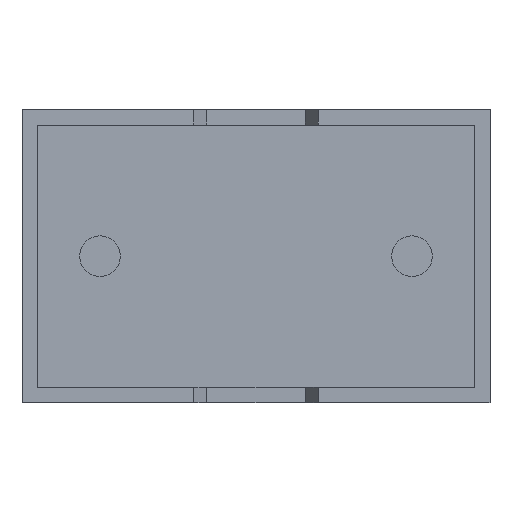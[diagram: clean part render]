
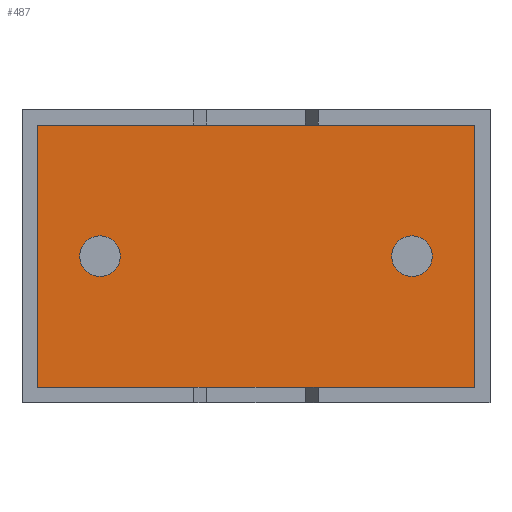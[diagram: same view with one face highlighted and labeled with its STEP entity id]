
A CAD part, front view. The second image highlights one B-rep face of the part: STEP entity #487.
In plain terms, the highlighted planar face has unit normal (0, -1, 0).
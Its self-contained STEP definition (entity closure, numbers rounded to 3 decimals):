
#150 = CIRCLE ( 'NONE', #2886, 0.325 ) ;
#179 = DIRECTION ( 'NONE',  ( 0., 0., -1. ) ) ;
#220 = VERTEX_POINT ( 'NONE', #1337 ) ;
#236 = VERTEX_POINT ( 'NONE', #2555 ) ;
#248 = PLANE ( 'NONE',  #826 ) ;
#304 = EDGE_CURVE ( 'NONE', #220, #2768, #2385, .T. ) ;
#324 = ORIENTED_EDGE ( 'NONE', *, *, #2127, .F. ) ;
#341 = EDGE_CURVE ( 'NONE', #1199, #521, #1754, .T. ) ;
#446 = CARTESIAN_POINT ( 'NONE',  ( 1.25, 0.75, 2.675 ) ) ;
#463 = ORIENTED_EDGE ( 'NONE', *, *, #1934, .T. ) ;
#487 = ADVANCED_FACE ( 'NONE', ( #2905, #1859, #1221 ), #248, .T. ) ;
#514 = CARTESIAN_POINT ( 'NONE',  ( 7.25, 0.75, 0.25 ) ) ;
#521 = VERTEX_POINT ( 'NONE', #1426 ) ;
#559 = EDGE_CURVE ( 'NONE', #2768, #2531, #609, .T. ) ;
#609 = LINE ( 'NONE', #1022, #1518 ) ;
#614 = DIRECTION ( 'NONE',  ( -1., 0., 0. ) ) ;
#730 = DIRECTION ( 'NONE',  ( 0., -1., 0. ) ) ;
#797 = ORIENTED_EDGE ( 'NONE', *, *, #3032, .F. ) ;
#803 = ORIENTED_EDGE ( 'NONE', *, *, #559, .T. ) ;
#813 = LINE ( 'NONE', #514, #1770 ) ;
#826 = AXIS2_PLACEMENT_3D ( 'NONE', #2858, #730, #1209 ) ;
#840 = CARTESIAN_POINT ( 'NONE',  ( 7.25, 0.75, 4.45 ) ) ;
#911 = CARTESIAN_POINT ( 'NONE',  ( 1.25, 0.75, 2.35 ) ) ;
#915 = DIRECTION ( 'NONE',  ( 1., 0., 0. ) ) ;
#956 = LINE ( 'NONE', #2834, #2543 ) ;
#1022 = CARTESIAN_POINT ( 'NONE',  ( 0.25, 0.75, 4.45 ) ) ;
#1055 = DIRECTION ( 'NONE',  ( 0., 0., -1. ) ) ;
#1100 = CARTESIAN_POINT ( 'NONE',  ( 0.25, 0.75, 4.45 ) ) ;
#1162 = CARTESIAN_POINT ( 'NONE',  ( 6.25, 0.75, 2.35 ) ) ;
#1189 = CARTESIAN_POINT ( 'NONE',  ( 6.25, 0.75, 2.35 ) ) ;
#1199 = VERTEX_POINT ( 'NONE', #1467 ) ;
#1209 = DIRECTION ( 'NONE',  ( 0., 0., -1. ) ) ;
#1221 = FACE_BOUND ( 'NONE', #2480, .T. ) ;
#1288 = ORIENTED_EDGE ( 'NONE', *, *, #2299, .F. ) ;
#1291 = EDGE_CURVE ( 'NONE', #2294, #220, #813, .T. ) ;
#1337 = CARTESIAN_POINT ( 'NONE',  ( 7.25, 0.75, 4.45 ) ) ;
#1377 = DIRECTION ( 'NONE',  ( 0., -1., 0. ) ) ;
#1406 = DIRECTION ( 'NONE',  ( 0., 0., -1. ) ) ;
#1426 = CARTESIAN_POINT ( 'NONE',  ( 6.25, 0.75, 2.675 ) ) ;
#1467 = CARTESIAN_POINT ( 'NONE',  ( 6.25, 0.75, 2.025 ) ) ;
#1511 = DIRECTION ( 'NONE',  ( 0., 0., -1. ) ) ;
#1518 = VECTOR ( 'NONE', #1511, 1000. ) ;
#1619 = VERTEX_POINT ( 'NONE', #446 ) ;
#1675 = EDGE_LOOP ( 'NONE', ( #1288, #2735 ) ) ;
#1729 = ORIENTED_EDGE ( 'NONE', *, *, #304, .T. ) ;
#1754 = CIRCLE ( 'NONE', #2448, 0.325 ) ;
#1770 = VECTOR ( 'NONE', #2721, 1000. ) ;
#1801 = CARTESIAN_POINT ( 'NONE',  ( 0.25, 0.75, 0.25 ) ) ;
#1829 = VECTOR ( 'NONE', #614, 1000. ) ;
#1859 = FACE_OUTER_BOUND ( 'NONE', #2937, .T. ) ;
#1920 = AXIS2_PLACEMENT_3D ( 'NONE', #1189, #2393, #2433 ) ;
#1934 = EDGE_CURVE ( 'NONE', #2531, #2294, #956, .T. ) ;
#2096 = DIRECTION ( 'NONE',  ( 0., -1., 0. ) ) ;
#2127 = EDGE_CURVE ( 'NONE', #1619, #236, #150, .T. ) ;
#2294 = VERTEX_POINT ( 'NONE', #2863 ) ;
#2299 = EDGE_CURVE ( 'NONE', #521, #1199, #2836, .T. ) ;
#2336 = AXIS2_PLACEMENT_3D ( 'NONE', #2714, #2732, #1055 ) ;
#2385 = LINE ( 'NONE', #840, #1829 ) ;
#2393 = DIRECTION ( 'NONE',  ( 0., -1., 0. ) ) ;
#2433 = DIRECTION ( 'NONE',  ( 0., 0., -1. ) ) ;
#2448 = AXIS2_PLACEMENT_3D ( 'NONE', #1162, #1377, #179 ) ;
#2480 = EDGE_LOOP ( 'NONE', ( #324, #797 ) ) ;
#2531 = VERTEX_POINT ( 'NONE', #1801 ) ;
#2543 = VECTOR ( 'NONE', #915, 1000. ) ;
#2555 = CARTESIAN_POINT ( 'NONE',  ( 1.25, 0.75, 2.025 ) ) ;
#2714 = CARTESIAN_POINT ( 'NONE',  ( 1.25, 0.75, 2.35 ) ) ;
#2721 = DIRECTION ( 'NONE',  ( 0., 0., 1. ) ) ;
#2732 = DIRECTION ( 'NONE',  ( 0., -1., 0. ) ) ;
#2735 = ORIENTED_EDGE ( 'NONE', *, *, #341, .F. ) ;
#2768 = VERTEX_POINT ( 'NONE', #1100 ) ;
#2772 = ORIENTED_EDGE ( 'NONE', *, *, #1291, .T. ) ;
#2834 = CARTESIAN_POINT ( 'NONE',  ( 0.25, 0.75, 0.25 ) ) ;
#2836 = CIRCLE ( 'NONE', #1920, 0.325 ) ;
#2858 = CARTESIAN_POINT ( 'NONE',  ( 0., 0.75, 0. ) ) ;
#2863 = CARTESIAN_POINT ( 'NONE',  ( 7.25, 0.75, 0.25 ) ) ;
#2886 = AXIS2_PLACEMENT_3D ( 'NONE', #911, #2096, #1406 ) ;
#2905 = FACE_BOUND ( 'NONE', #1675, .T. ) ;
#2931 = CIRCLE ( 'NONE', #2336, 0.325 ) ;
#2937 = EDGE_LOOP ( 'NONE', ( #803, #463, #2772, #1729 ) ) ;
#3032 = EDGE_CURVE ( 'NONE', #236, #1619, #2931, .T. ) ;
